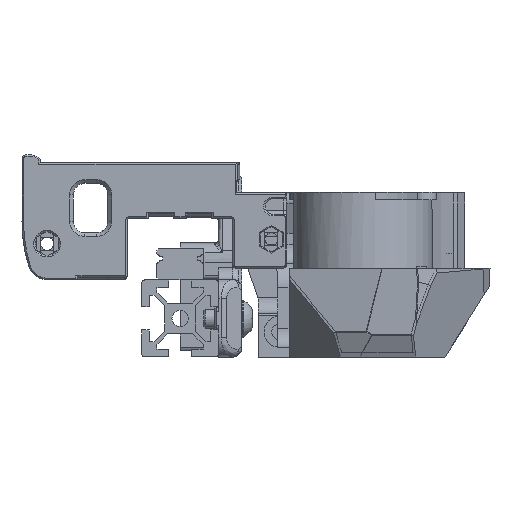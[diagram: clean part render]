
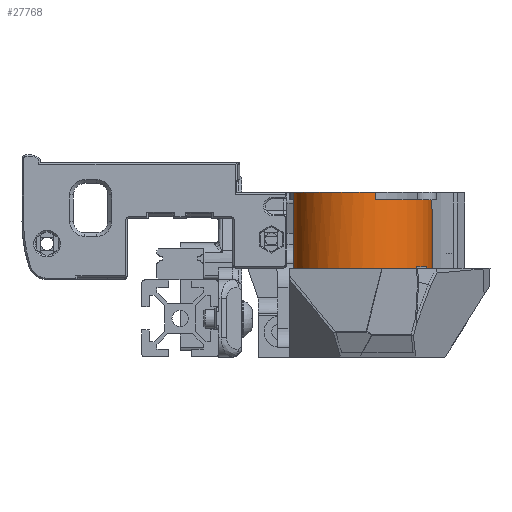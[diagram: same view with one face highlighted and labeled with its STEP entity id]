
A CAD part, left-side view. The second image highlights one B-rep face of the part: STEP entity #27768.
In plain terms, the highlighted cylindrical face has radius 18 mm (diameter 36 mm), a full revolution.
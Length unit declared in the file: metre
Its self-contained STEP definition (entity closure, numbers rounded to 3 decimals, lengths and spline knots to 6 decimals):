
#2406=LINE('',#47511,#5103);
#2409=LINE('',#47524,#5106);
#2411=LINE('',#47533,#5108);
#2412=LINE('',#47538,#5109);
#5103=VECTOR('',#37084,1.);
#5106=VECTOR('',#37095,1.);
#5108=VECTOR('',#37103,1.);
#5109=VECTOR('',#37108,1.);
#12860=ORIENTED_EDGE('',*,*,#17697,.F.);
#12861=ORIENTED_EDGE('',*,*,#17693,.F.);
#12862=ORIENTED_EDGE('',*,*,#17686,.T.);
#12863=ORIENTED_EDGE('',*,*,#17695,.T.);
#12864=ORIENTED_EDGE('',*,*,#17674,.F.);
#12865=ORIENTED_EDGE('',*,*,#17691,.F.);
#12866=ORIENTED_EDGE('',*,*,#17680,.T.);
#12867=ORIENTED_EDGE('',*,*,#17696,.T.);
#12868=ORIENTED_EDGE('',*,*,#17684,.F.);
#17674=EDGE_CURVE('',#20558,#20560,#2406,.T.);
#17680=EDGE_CURVE('',#20563,#20565,#2409,.T.);
#17684=EDGE_CURVE('',#20569,#20567,#2411,.T.);
#17686=EDGE_CURVE('',#20572,#20570,#2412,.T.);
#17691=EDGE_CURVE('',#20563,#20558,#22016,.T.);
#17693=EDGE_CURVE('',#20572,#20569,#22018,.T.);
#17695=EDGE_CURVE('',#20570,#20560,#22020,.T.);
#17696=EDGE_CURVE('',#20565,#20567,#22021,.T.);
#17697=EDGE_CURVE('',#20574,#20574,#22022,.T.);
#20558=VERTEX_POINT('',#47509);
#20560=VERTEX_POINT('',#47512);
#20563=VERTEX_POINT('',#47519);
#20565=VERTEX_POINT('',#47523);
#20567=VERTEX_POINT('',#47528);
#20569=VERTEX_POINT('',#47532);
#20570=VERTEX_POINT('',#47536);
#20572=VERTEX_POINT('',#47539);
#20574=VERTEX_POINT('',#47558);
#22016=CIRCLE('',#30477,0.018);
#22018=CIRCLE('',#30480,0.018);
#22020=CIRCLE('',#30484,0.018);
#22021=CIRCLE('',#30485,0.018);
#22022=CIRCLE('',#30487,0.018);
#23648=EDGE_LOOP('',(#12860));
#23649=EDGE_LOOP('',(#12861,#12862,#12863,#12864,#12865,#12866,#12867,#12868));
#25619=FACE_BOUND('',#23648,.T.);
#25620=FACE_BOUND('',#23649,.T.);
#26468=CYLINDRICAL_SURFACE('',#30488,0.018);
#27768=ADVANCED_FACE('',(#25619,#25620),#26468,.T.);
#30477=AXIS2_PLACEMENT_3D('',#47547,#37120,#37121);
#30480=AXIS2_PLACEMENT_3D('',#47550,#37126,#37127);
#30484=AXIS2_PLACEMENT_3D('',#47554,#37134,#37135);
#30485=AXIS2_PLACEMENT_3D('',#47555,#37136,#37137);
#30487=AXIS2_PLACEMENT_3D('',#47557,#37140,#37141);
#30488=AXIS2_PLACEMENT_3D('',#47559,#37142,#37143);
#37084=DIRECTION('',(0.,0.,1.));
#37095=DIRECTION('',(0.,0.,1.));
#37103=DIRECTION('',(0.,0.,1.));
#37108=DIRECTION('',(0.,0.,1.));
#37120=DIRECTION('',(0.,0.,1.));
#37121=DIRECTION('',(0.,-1.,0.));
#37126=DIRECTION('',(0.,0.,1.));
#37127=DIRECTION('',(0.,-1.,0.));
#37134=DIRECTION('',(0.,0.,-1.));
#37135=DIRECTION('',(0.,1.,0.));
#37136=DIRECTION('',(0.,0.,-1.));
#37137=DIRECTION('',(0.,1.,0.));
#37140=DIRECTION('',(0.,0.,-1.));
#37141=DIRECTION('',(0.,1.,0.));
#37142=DIRECTION('',(0.,0.,1.));
#37143=DIRECTION('',(0.,-1.,0.));
#47509=CARTESIAN_POINT('',(0.007593,0.024164,0.0428));
#47511=CARTESIAN_POINT('',(0.007593,0.024164,0.0248));
#47512=CARTESIAN_POINT('',(0.007593,0.024164,0.0448));
#47519=CARTESIAN_POINT('',(0.02206,0.009697,0.0428));
#47523=CARTESIAN_POINT('',(0.02206,0.009697,0.0448));
#47524=CARTESIAN_POINT('',(0.02206,0.009697,0.0248));
#47528=CARTESIAN_POINT('',(0.001114,-0.011248,0.0448));
#47532=CARTESIAN_POINT('',(0.001114,-0.011248,0.0428));
#47533=CARTESIAN_POINT('',(0.001114,-0.011248,0.0248));
#47536=CARTESIAN_POINT('',(-0.013353,0.003218,0.0448));
#47538=CARTESIAN_POINT('',(-0.013353,0.003218,0.0248));
#47539=CARTESIAN_POINT('',(-0.013353,0.003218,0.0428));
#47547=CARTESIAN_POINT('',(0.004353,0.006458,0.0428));
#47550=CARTESIAN_POINT('',(0.004353,0.006458,0.0428));
#47554=CARTESIAN_POINT('',(0.004353,0.006458,0.0448));
#47555=CARTESIAN_POINT('',(0.004353,0.006458,0.0448));
#47557=CARTESIAN_POINT('',(0.004353,0.006458,0.0248));
#47558=CARTESIAN_POINT('',(0.004353,0.024458,0.0248));
#47559=CARTESIAN_POINT('',(0.004353,0.006458,0.0248));
